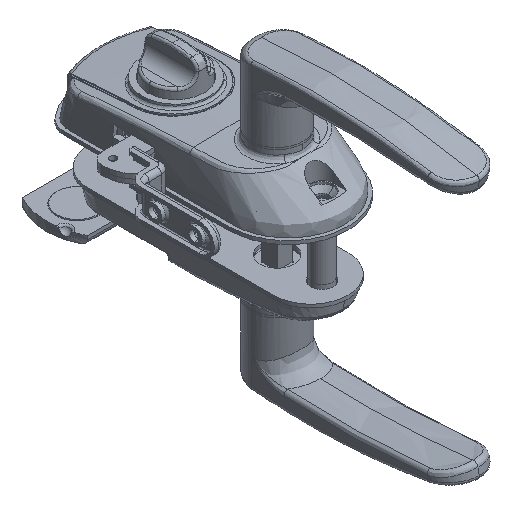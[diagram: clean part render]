
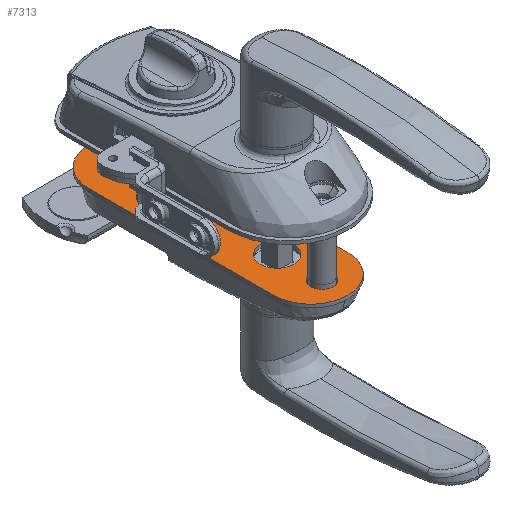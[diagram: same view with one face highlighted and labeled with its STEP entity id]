
A CAD part, isometric view. The second image highlights one B-rep face of the part: STEP entity #7313.
In plain terms, the highlighted face is planar.
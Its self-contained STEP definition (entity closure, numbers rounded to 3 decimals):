
#252 = CARTESIAN_POINT ( 'NONE',  ( 0., 27., 0. ) ) ;
#340 = ORIENTED_EDGE ( 'NONE', *, *, #14957, .T. ) ;
#457 = ORIENTED_EDGE ( 'NONE', *, *, #14339, .T. ) ;
#687 = FACE_BOUND ( 'NONE', #5822, .T. ) ;
#859 = CARTESIAN_POINT ( 'NONE',  ( 0., -45., 0. ) ) ;
#983 = AXIS2_PLACEMENT_3D ( 'NONE', #14759, #39126, #18250 ) ;
#1055 = ORIENTED_EDGE ( 'NONE', *, *, #13735, .T. ) ;
#1409 = EDGE_CURVE ( 'NONE', #36011, #24836, #16625, .T. ) ;
#1678 = DIRECTION ( 'NONE',  ( 0., -1., 0. ) ) ;
#1776 = DIRECTION ( 'NONE',  ( 1., 0., 0. ) ) ;
#1854 = CIRCLE ( 'NONE', #44612, 16.5 ) ;
#2031 = DIRECTION ( 'NONE',  ( 0., 0., 1. ) ) ;
#2924 = CARTESIAN_POINT ( 'NONE',  ( 0., 0., 0. ) ) ;
#3794 = DIRECTION ( 'NONE',  ( 1., 0., 0. ) ) ;
#4049 = LINE ( 'NONE', #43419, #21439 ) ;
#4396 = DIRECTION ( 'NONE',  ( 1., 0., 0. ) ) ;
#5170 = PLANE ( 'NONE',  #10434 ) ;
#5822 = EDGE_LOOP ( 'NONE', ( #30733, #17413, #457, #19015, #44482 ) ) ;
#6001 = DIRECTION ( 'NONE',  ( 0., 0., 1. ) ) ;
#6439 = DIRECTION ( 'NONE',  ( 1., 0., 0. ) ) ;
#6607 = VERTEX_POINT ( 'NONE', #27505 ) ;
#6929 = CARTESIAN_POINT ( 'NONE',  ( -16.5, -60., 0. ) ) ;
#7313 = ADVANCED_FACE ( 'NONE', ( #37762, #9999, #11089, #687, #19235 ), #5170, .F. ) ;
#7723 = ORIENTED_EDGE ( 'NONE', *, *, #23076, .T. ) ;
#8432 = VECTOR ( 'NONE', #42467, 1000. ) ;
#8623 = AXIS2_PLACEMENT_3D ( 'NONE', #22869, #2031, #26351 ) ;
#8675 = DIRECTION ( 'NONE',  ( 0., 0., 1. ) ) ;
#8833 = DIRECTION ( 'NONE',  ( 0., 1., 0. ) ) ;
#9530 = LINE ( 'NONE', #28390, #8432 ) ;
#9760 = CARTESIAN_POINT ( 'NONE',  ( 0., 22.5, 0. ) ) ;
#9989 = ORIENTED_EDGE ( 'NONE', *, *, #34078, .F. ) ;
#9999 = FACE_BOUND ( 'NONE', #37337, .T. ) ;
#10434 = AXIS2_PLACEMENT_3D ( 'NONE', #25975, #8675, #32998 ) ;
#10878 = EDGE_LOOP ( 'NONE', ( #41131, #340 ) ) ;
#10904 = ORIENTED_EDGE ( 'NONE', *, *, #39823, .F. ) ;
#11069 = AXIS2_PLACEMENT_3D ( 'NONE', #16771, #41156, #20247 ) ;
#11089 = FACE_OUTER_BOUND ( 'NONE', #38553, .T. ) ;
#11193 = CARTESIAN_POINT ( 'NONE',  ( 1.598, 22.262, 0. ) ) ;
#11198 = AXIS2_PLACEMENT_3D ( 'NONE', #41502, #20584, #44973 ) ;
#11465 = VERTEX_POINT ( 'NONE', #43034 ) ;
#11611 = CIRCLE ( 'NONE', #42229, 16.5 ) ;
#12837 = LINE ( 'NONE', #17092, #39506 ) ;
#13151 = DIRECTION ( 'NONE',  ( 0., 0., 1. ) ) ;
#13234 = VERTEX_POINT ( 'NONE', #40841 ) ;
#13245 = DIRECTION ( 'NONE',  ( 1., 0., 0. ) ) ;
#13735 = EDGE_CURVE ( 'NONE', #28416, #13234, #14579, .T. ) ;
#13892 = ORIENTED_EDGE ( 'NONE', *, *, #15143, .T. ) ;
#14192 = CARTESIAN_POINT ( 'NONE',  ( 16.5, 22.5, 0. ) ) ;
#14339 = EDGE_CURVE ( 'NONE', #29845, #36011, #34151, .T. ) ;
#14579 = CIRCLE ( 'NONE', #19649, 12.5 ) ;
#14759 = CARTESIAN_POINT ( 'NONE',  ( 0., 0., 0. ) ) ;
#14957 = EDGE_CURVE ( 'NONE', #11465, #22668, #26994, .T. ) ;
#15143 = EDGE_CURVE ( 'NONE', #6607, #37703, #30809, .T. ) ;
#15815 = VERTEX_POINT ( 'NONE', #11193 ) ;
#16479 = CARTESIAN_POINT ( 'NONE',  ( -8.982, 23.524, 0. ) ) ;
#16625 = CIRCLE ( 'NONE', #11198, 2.5 ) ;
#16771 = CARTESIAN_POINT ( 'NONE',  ( 0., -65., 0. ) ) ;
#17092 = CARTESIAN_POINT ( 'NONE',  ( -3.963, 30.048, 0. ) ) ;
#17413 = ORIENTED_EDGE ( 'NONE', *, *, #24214, .T. ) ;
#17488 = ORIENTED_EDGE ( 'NONE', *, *, #18533, .T. ) ;
#18250 = DIRECTION ( 'NONE',  ( 1., 0., 0. ) ) ;
#18533 = EDGE_CURVE ( 'NONE', #37703, #6607, #32311, .T. ) ;
#18754 = CARTESIAN_POINT ( 'NONE',  ( -5., -65., 0. ) ) ;
#18870 = CIRCLE ( 'NONE', #983, 12.5 ) ;
#19015 = ORIENTED_EDGE ( 'NONE', *, *, #1409, .T. ) ;
#19235 = FACE_BOUND ( 'NONE', #10878, .T. ) ;
#19649 = AXIS2_PLACEMENT_3D ( 'NONE', #2924, #27231, #6439 ) ;
#20247 = DIRECTION ( 'NONE',  ( 1., 0., 0. ) ) ;
#20281 = AXIS2_PLACEMENT_3D ( 'NONE', #252, #24594, #3794 ) ;
#20584 = DIRECTION ( 'NONE',  ( 0., 0., 1. ) ) ;
#21439 = VECTOR ( 'NONE', #1678, 1000. ) ;
#22003 = VERTEX_POINT ( 'NONE', #31743 ) ;
#22613 = DIRECTION ( 'NONE',  ( 0., 0., 1. ) ) ;
#22668 = VERTEX_POINT ( 'NONE', #18754 ) ;
#22799 = CARTESIAN_POINT ( 'NONE',  ( -6.201, 19.631, 0. ) ) ;
#22869 = CARTESIAN_POINT ( 'NONE',  ( -7., 22., 0. ) ) ;
#23076 = EDGE_CURVE ( 'NONE', #13234, #28416, #18870, .T. ) ;
#23144 = ORIENTED_EDGE ( 'NONE', *, *, #26259, .F. ) ;
#24214 = EDGE_CURVE ( 'NONE', #36899, #29845, #12837, .T. ) ;
#24594 = DIRECTION ( 'NONE',  ( 0., 0., 1. ) ) ;
#24836 = VERTEX_POINT ( 'NONE', #22799 ) ;
#25200 = DIRECTION ( 'NONE',  ( 0., 0., 1. ) ) ;
#25500 = AXIS2_PLACEMENT_3D ( 'NONE', #859, #25200, #4396 ) ;
#25975 = CARTESIAN_POINT ( 'NONE',  ( 0., 22.5, 0. ) ) ;
#26036 = CARTESIAN_POINT ( 'NONE',  ( -7.5, -45., 0. ) ) ;
#26259 = EDGE_CURVE ( 'NONE', #34467, #40368, #11611, .T. ) ;
#26351 = DIRECTION ( 'NONE',  ( 1., 0., 0. ) ) ;
#26795 = CARTESIAN_POINT ( 'NONE',  ( 0., -45., 0. ) ) ;
#26928 = VERTEX_POINT ( 'NONE', #6929 ) ;
#26994 = CIRCLE ( 'NONE', #33402, 5. ) ;
#27231 = DIRECTION ( 'NONE',  ( 0., 0., 1. ) ) ;
#27389 = CIRCLE ( 'NONE', #11069, 5. ) ;
#27505 = CARTESIAN_POINT ( 'NONE',  ( 7.5, -45., 0. ) ) ;
#28390 = CARTESIAN_POINT ( 'NONE',  ( 1.598, 22.262, 0. ) ) ;
#28392 = EDGE_LOOP ( 'NONE', ( #17488, #13892 ) ) ;
#28416 = VERTEX_POINT ( 'NONE', #38296 ) ;
#28470 = AXIS2_PLACEMENT_3D ( 'NONE', #26795, #6001, #30329 ) ;
#29655 = CARTESIAN_POINT ( 'NONE',  ( 16.5, 22.5, 0. ) ) ;
#29845 = VERTEX_POINT ( 'NONE', #16479 ) ;
#30329 = DIRECTION ( 'NONE',  ( 1., 0., 0. ) ) ;
#30733 = ORIENTED_EDGE ( 'NONE', *, *, #32672, .T. ) ;
#30809 = CIRCLE ( 'NONE', #25500, 7.5 ) ;
#31083 = CARTESIAN_POINT ( 'NONE',  ( -9.5, 22., 0. ) ) ;
#31743 = CARTESIAN_POINT ( 'NONE',  ( 16.5, -60., 0. ) ) ;
#32311 = CIRCLE ( 'NONE', #28470, 7.5 ) ;
#32672 = EDGE_CURVE ( 'NONE', #15815, #36899, #41199, .T. ) ;
#32998 = DIRECTION ( 'NONE',  ( 1., 0., 0. ) ) ;
#33402 = AXIS2_PLACEMENT_3D ( 'NONE', #43514, #22613, #1776 ) ;
#33984 = CARTESIAN_POINT ( 'NONE',  ( 0., -60., 0. ) ) ;
#34078 = EDGE_CURVE ( 'NONE', #40368, #26928, #4049, .T. ) ;
#34092 = DIRECTION ( 'NONE',  ( 0., 0., 1. ) ) ;
#34151 = CIRCLE ( 'NONE', #8623, 2.5 ) ;
#34454 = VECTOR ( 'NONE', #8833, 1000. ) ;
#34467 = VERTEX_POINT ( 'NONE', #14192 ) ;
#36011 = VERTEX_POINT ( 'NONE', #31083 ) ;
#36573 = EDGE_CURVE ( 'NONE', #22003, #34467, #44806, .T. ) ;
#36899 = VERTEX_POINT ( 'NONE', #38605 ) ;
#37309 = CARTESIAN_POINT ( 'NONE',  ( -16.5, 22.5, 0. ) ) ;
#37337 = EDGE_LOOP ( 'NONE', ( #1055, #7723 ) ) ;
#37501 = DIRECTION ( 'NONE',  ( 1., 0., 0. ) ) ;
#37703 = VERTEX_POINT ( 'NONE', #26036 ) ;
#37762 = FACE_BOUND ( 'NONE', #28392, .T. ) ;
#37955 = DIRECTION ( 'NONE',  ( -0.61, -0.793, 0. ) ) ;
#38296 = CARTESIAN_POINT ( 'NONE',  ( -12.5, 0., 0. ) ) ;
#38553 = EDGE_LOOP ( 'NONE', ( #23144, #40858, #10904, #9989 ) ) ;
#38605 = CARTESIAN_POINT ( 'NONE',  ( -3.963, 30.048, 0. ) ) ;
#39126 = DIRECTION ( 'NONE',  ( 0., 0., 1. ) ) ;
#39506 = VECTOR ( 'NONE', #37955, 1000. ) ;
#39823 = EDGE_CURVE ( 'NONE', #26928, #22003, #1854, .T. ) ;
#39888 = EDGE_CURVE ( 'NONE', #22668, #11465, #27389, .T. ) ;
#40368 = VERTEX_POINT ( 'NONE', #37309 ) ;
#40582 = EDGE_CURVE ( 'NONE', #24836, #15815, #9530, .T. ) ;
#40841 = CARTESIAN_POINT ( 'NONE',  ( 12.5, 0., 0. ) ) ;
#40858 = ORIENTED_EDGE ( 'NONE', *, *, #36573, .F. ) ;
#41131 = ORIENTED_EDGE ( 'NONE', *, *, #39888, .T. ) ;
#41156 = DIRECTION ( 'NONE',  ( 0., 0., 1. ) ) ;
#41199 = CIRCLE ( 'NONE', #20281, 5. ) ;
#41502 = CARTESIAN_POINT ( 'NONE',  ( -7., 22., 0. ) ) ;
#42229 = AXIS2_PLACEMENT_3D ( 'NONE', #9760, #34092, #13245 ) ;
#42467 = DIRECTION ( 'NONE',  ( 0.948, 0.32, 0. ) ) ;
#43034 = CARTESIAN_POINT ( 'NONE',  ( 5., -65., 0. ) ) ;
#43419 = CARTESIAN_POINT ( 'NONE',  ( -16.5, 22.5, 0. ) ) ;
#43514 = CARTESIAN_POINT ( 'NONE',  ( 0., -65., 0. ) ) ;
#44482 = ORIENTED_EDGE ( 'NONE', *, *, #40582, .T. ) ;
#44612 = AXIS2_PLACEMENT_3D ( 'NONE', #33984, #13151, #37501 ) ;
#44806 = LINE ( 'NONE', #29655, #34454 ) ;
#44973 = DIRECTION ( 'NONE',  ( 1., 0., 0. ) ) ;
